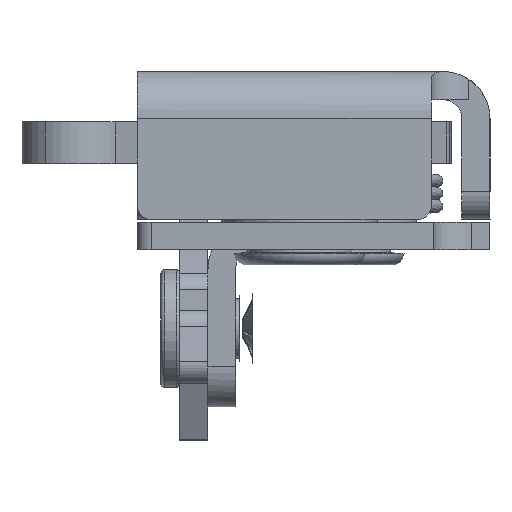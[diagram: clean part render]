
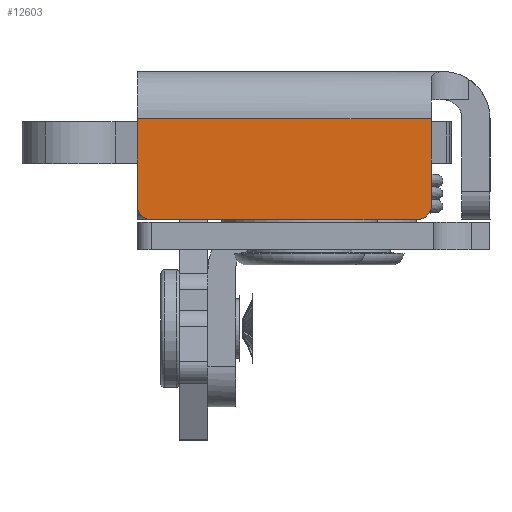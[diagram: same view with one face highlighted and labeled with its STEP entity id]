
A CAD part, left-side view. The second image highlights one B-rep face of the part: STEP entity #12603.
In plain terms, the highlighted planar face has unit normal (-1, 0, 0).
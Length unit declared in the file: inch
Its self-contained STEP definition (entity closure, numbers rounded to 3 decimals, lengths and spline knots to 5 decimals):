
#948=FACE_OUTER_BOUND('',#1636,.T.);
#1636=EDGE_LOOP('',(#9844,#9845,#9846,#9847,#9848,#9849));
#2750=LINE('',#20117,#3951);
#2753=LINE('',#20125,#3954);
#2754=LINE('',#20129,#3955);
#2755=LINE('',#20130,#3956);
#3951=VECTOR('',#15727,0.3937);
#3954=VECTOR('',#15736,0.3937);
#3955=VECTOR('',#15739,0.3937);
#3956=VECTOR('',#15740,0.3937);
#4486=CIRCLE('',#13404,0.045);
#4490=CIRCLE('',#13410,0.045);
#5443=VERTEX_POINT('',#20107);
#5444=VERTEX_POINT('',#20108);
#5447=VERTEX_POINT('',#20116);
#5449=VERTEX_POINT('',#20124);
#5450=VERTEX_POINT('',#20126);
#5451=VERTEX_POINT('',#20128);
#6991=EDGE_CURVE('',#5443,#5444,#4486,.T.);
#6995=EDGE_CURVE('',#5447,#5444,#2750,.T.);
#7000=EDGE_CURVE('',#5443,#5449,#2753,.T.);
#7001=EDGE_CURVE('',#5450,#5449,#4490,.T.);
#7002=EDGE_CURVE('',#5451,#5450,#2754,.T.);
#7003=EDGE_CURVE('',#5447,#5451,#2755,.T.);
#9844=ORIENTED_EDGE('',*,*,#6991,.F.);
#9845=ORIENTED_EDGE('',*,*,#7000,.T.);
#9846=ORIENTED_EDGE('',*,*,#7001,.F.);
#9847=ORIENTED_EDGE('',*,*,#7002,.F.);
#9848=ORIENTED_EDGE('',*,*,#7003,.F.);
#9849=ORIENTED_EDGE('',*,*,#6995,.T.);
#11417=PLANE('',#13409);
#12603=ADVANCED_FACE('',(#948),#11417,.T.);
#13404=AXIS2_PLACEMENT_3D('',#20109,#15719,#15720);
#13409=AXIS2_PLACEMENT_3D('',#20123,#15734,#15735);
#13410=AXIS2_PLACEMENT_3D('',#20127,#15737,#15738);
#15719=DIRECTION('center_axis',(1.,0.,0.));
#15720=DIRECTION('ref_axis',(0.,0.707,-0.707));
#15727=DIRECTION('',(0.,0.,-1.));
#15734=DIRECTION('center_axis',(-1.,0.,0.));
#15735=DIRECTION('ref_axis',(0.,0.,1.));
#15736=DIRECTION('',(0.,-1.,0.));
#15737=DIRECTION('center_axis',(1.,0.,0.));
#15738=DIRECTION('ref_axis',(0.,-0.707,-0.707));
#15739=DIRECTION('',(0.,0.,-1.));
#15740=DIRECTION('',(0.,-1.,0.));
#20107=CARTESIAN_POINT('',(-1.202,0.473,-0.4722));
#20108=CARTESIAN_POINT('',(-1.202,0.518,-0.4272));
#20109=CARTESIAN_POINT('Origin',(-1.202,0.473,-0.4272));
#20116=CARTESIAN_POINT('',(-1.202,0.518,-0.1497));
#20117=CARTESIAN_POINT('',(-1.202,0.518,0.));
#20123=CARTESIAN_POINT('Origin',(-1.202,0.518,0.));
#20124=CARTESIAN_POINT('',(-1.202,-0.3745,-0.4722));
#20125=CARTESIAN_POINT('',(-1.202,0.518,-0.4722));
#20126=CARTESIAN_POINT('',(-1.202,-0.4195,-0.4272));
#20127=CARTESIAN_POINT('Origin',(-1.202,-0.3745,-0.4272));
#20128=CARTESIAN_POINT('',(-1.202,-0.4195,-0.1497));
#20129=CARTESIAN_POINT('',(-1.202,-0.4195,0.));
#20130=CARTESIAN_POINT('',(-1.202,0.22485,-0.1497));
